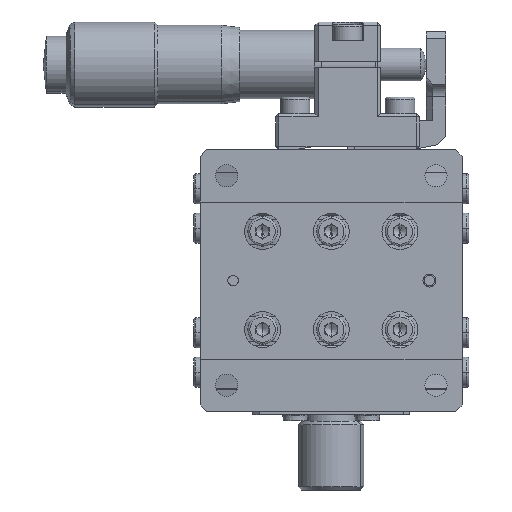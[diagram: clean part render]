
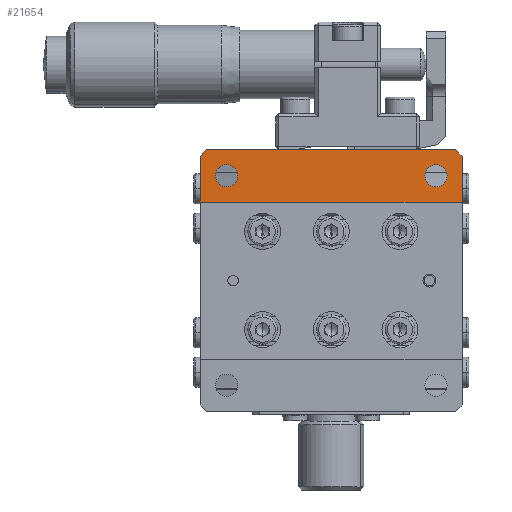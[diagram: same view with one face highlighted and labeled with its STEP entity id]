
A CAD part, front view. The second image highlights one B-rep face of the part: STEP entity #21654.
In plain terms, the highlighted planar face has unit normal (0, -1, 0).
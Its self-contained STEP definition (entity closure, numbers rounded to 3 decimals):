
#63 = VECTOR ( 'NONE', #20323, 1000. ) ;
#193 = CARTESIAN_POINT ( 'NONE',  ( 16., 0., 16. ) ) ;
#213 = CARTESIAN_POINT ( 'NONE',  ( 16., 0., 14.3 ) ) ;
#707 = LINE ( 'NONE', #19922, #3604 ) ;
#712 = DIRECTION ( 'NONE',  ( 0., 0., 1. ) ) ;
#745 = EDGE_CURVE ( 'NONE', #7199, #25988, #3273, .T. ) ;
#930 = LINE ( 'NONE', #22578, #17019 ) ;
#1534 = ORIENTED_EDGE ( 'NONE', *, *, #16234, .T. ) ;
#1578 = ORIENTED_EDGE ( 'NONE', *, *, #8563, .T. ) ;
#2576 = ORIENTED_EDGE ( 'NONE', *, *, #17324, .T. ) ;
#2616 = CARTESIAN_POINT ( 'NONE',  ( -16., 0., 16. ) ) ;
#2695 = FACE_OUTER_BOUND ( 'NONE', #24249, .T. ) ;
#2792 = PLANE ( 'NONE',  #9621 ) ;
#2800 = VERTEX_POINT ( 'NONE', #14586 ) ;
#3051 = DIRECTION ( 'NONE',  ( 0., 1., 0. ) ) ;
#3230 = CIRCLE ( 'NONE', #23100, 1.7 ) ;
#3273 = CIRCLE ( 'NONE', #16760, 1.7 ) ;
#3604 = VECTOR ( 'NONE', #20197, 1000. ) ;
#3737 = CARTESIAN_POINT ( 'NONE',  ( -19., 0., 20. ) ) ;
#4016 = CARTESIAN_POINT ( 'NONE',  ( 20., 0., 19. ) ) ;
#4069 = DIRECTION ( 'NONE',  ( 0., 1., 0. ) ) ;
#4818 = VERTEX_POINT ( 'NONE', #4016 ) ;
#5237 = VERTEX_POINT ( 'NONE', #13197 ) ;
#5496 = DIRECTION ( 'NONE',  ( -0.707, 0., 0.707 ) ) ;
#5880 = CARTESIAN_POINT ( 'NONE',  ( 20., 0., 12. ) ) ;
#6060 = DIRECTION ( 'NONE',  ( 0., 1., 0. ) ) ;
#6361 = EDGE_LOOP ( 'NONE', ( #1578, #24229 ) ) ;
#6664 = EDGE_CURVE ( 'NONE', #18093, #5237, #707, .T. ) ;
#6770 = DIRECTION ( 'NONE',  ( -1., 0., 0. ) ) ;
#7199 = VERTEX_POINT ( 'NONE', #18063 ) ;
#7474 = CARTESIAN_POINT ( 'NONE',  ( 19., 0., 20. ) ) ;
#7517 = FACE_BOUND ( 'NONE', #6361, .T. ) ;
#7613 = VERTEX_POINT ( 'NONE', #8596 ) ;
#8035 = DIRECTION ( 'NONE',  ( 1., 0., 0. ) ) ;
#8524 = EDGE_CURVE ( 'NONE', #4818, #19490, #10354, .T. ) ;
#8563 = EDGE_CURVE ( 'NONE', #7613, #2800, #19010, .T. ) ;
#8596 = CARTESIAN_POINT ( 'NONE',  ( -16., 0., 17.7 ) ) ;
#8682 = EDGE_CURVE ( 'NONE', #19490, #20299, #22860, .T. ) ;
#9621 = AXIS2_PLACEMENT_3D ( 'NONE', #19377, #11211, #712 ) ;
#9923 = CARTESIAN_POINT ( 'NONE',  ( 20., 0., -20. ) ) ;
#10354 = LINE ( 'NONE', #9923, #63 ) ;
#11211 = DIRECTION ( 'NONE',  ( 0., 1., 0. ) ) ;
#11850 = EDGE_CURVE ( 'NONE', #2800, #7613, #13409, .T. ) ;
#12319 = FACE_BOUND ( 'NONE', #19338, .T. ) ;
#12756 = DIRECTION ( 'NONE',  ( 0., 0., 1. ) ) ;
#13197 = CARTESIAN_POINT ( 'NONE',  ( -20., 0., 19. ) ) ;
#13316 = ORIENTED_EDGE ( 'NONE', *, *, #8524, .F. ) ;
#13409 = CIRCLE ( 'NONE', #23673, 1.7 ) ;
#13789 = AXIS2_PLACEMENT_3D ( 'NONE', #16569, #6060, #14305 ) ;
#13862 = VECTOR ( 'NONE', #23833, 1000. ) ;
#14014 = ORIENTED_EDGE ( 'NONE', *, *, #8682, .F. ) ;
#14305 = DIRECTION ( 'NONE',  ( 0., 0., 1. ) ) ;
#14586 = CARTESIAN_POINT ( 'NONE',  ( -16., 0., 14.3 ) ) ;
#14740 = DIRECTION ( 'NONE',  ( 0., 1., 0. ) ) ;
#15216 = EDGE_CURVE ( 'NONE', #20299, #5237, #18057, .T. ) ;
#15429 = ORIENTED_EDGE ( 'NONE', *, *, #6664, .T. ) ;
#15730 = CARTESIAN_POINT ( 'NONE',  ( 20., 0., 19. ) ) ;
#16234 = EDGE_CURVE ( 'NONE', #25988, #7199, #3230, .T. ) ;
#16569 = CARTESIAN_POINT ( 'NONE',  ( -16., 0., 16. ) ) ;
#16760 = AXIS2_PLACEMENT_3D ( 'NONE', #193, #4069, #22472 ) ;
#16927 = EDGE_CURVE ( 'NONE', #18093, #17286, #930, .T. ) ;
#16995 = VECTOR ( 'NONE', #5496, 1000. ) ;
#17019 = VECTOR ( 'NONE', #8035, 1000. ) ;
#17205 = ORIENTED_EDGE ( 'NONE', *, *, #745, .T. ) ;
#17286 = VERTEX_POINT ( 'NONE', #7474 ) ;
#17324 = EDGE_CURVE ( 'NONE', #4818, #17286, #19852, .T. ) ;
#18057 = LINE ( 'NONE', #21798, #13862 ) ;
#18063 = CARTESIAN_POINT ( 'NONE',  ( 16., 0., 17.7 ) ) ;
#18093 = VERTEX_POINT ( 'NONE', #3737 ) ;
#19010 = CIRCLE ( 'NONE', #13789, 1.7 ) ;
#19324 = VECTOR ( 'NONE', #6770, 1000. ) ;
#19338 = EDGE_LOOP ( 'NONE', ( #17205, #1534 ) ) ;
#19377 = CARTESIAN_POINT ( 'NONE',  ( 0., 0., 0. ) ) ;
#19460 = CARTESIAN_POINT ( 'NONE',  ( 16., 0., 16. ) ) ;
#19490 = VERTEX_POINT ( 'NONE', #5880 ) ;
#19852 = LINE ( 'NONE', #15730, #16995 ) ;
#19894 = ORIENTED_EDGE ( 'NONE', *, *, #15216, .F. ) ;
#19922 = CARTESIAN_POINT ( 'NONE',  ( -19., 0., 20. ) ) ;
#20197 = DIRECTION ( 'NONE',  ( -0.707, 0., -0.707 ) ) ;
#20299 = VERTEX_POINT ( 'NONE', #24549 ) ;
#20323 = DIRECTION ( 'NONE',  ( 0., 0., -1. ) ) ;
#21654 = ADVANCED_FACE ( 'NONE', ( #7517, #12319, #2695 ), #2792, .F. ) ;
#21798 = CARTESIAN_POINT ( 'NONE',  ( -20., 0., -20. ) ) ;
#22472 = DIRECTION ( 'NONE',  ( 0., 0., 1. ) ) ;
#22578 = CARTESIAN_POINT ( 'NONE',  ( -20., 0., 20. ) ) ;
#22860 = LINE ( 'NONE', #25245, #19324 ) ;
#23100 = AXIS2_PLACEMENT_3D ( 'NONE', #19460, #3051, #25737 ) ;
#23673 = AXIS2_PLACEMENT_3D ( 'NONE', #2616, #14740, #12756 ) ;
#23833 = DIRECTION ( 'NONE',  ( 0., 0., 1. ) ) ;
#24229 = ORIENTED_EDGE ( 'NONE', *, *, #11850, .T. ) ;
#24249 = EDGE_LOOP ( 'NONE', ( #13316, #2576, #25747, #15429, #19894, #14014 ) ) ;
#24549 = CARTESIAN_POINT ( 'NONE',  ( -20., 0., 12. ) ) ;
#25245 = CARTESIAN_POINT ( 'NONE',  ( -20., 0., 12. ) ) ;
#25737 = DIRECTION ( 'NONE',  ( 0., 0., 1. ) ) ;
#25747 = ORIENTED_EDGE ( 'NONE', *, *, #16927, .F. ) ;
#25988 = VERTEX_POINT ( 'NONE', #213 ) ;
